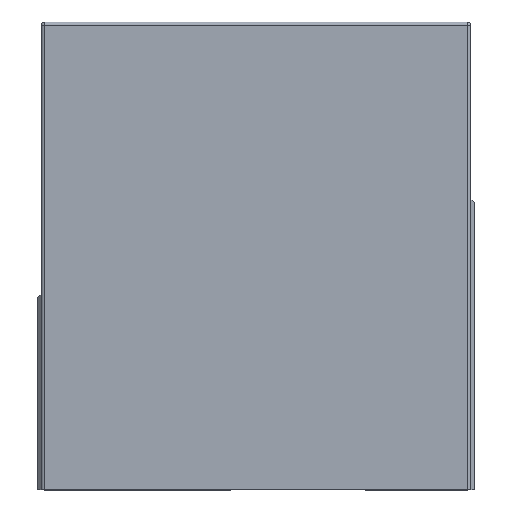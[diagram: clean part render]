
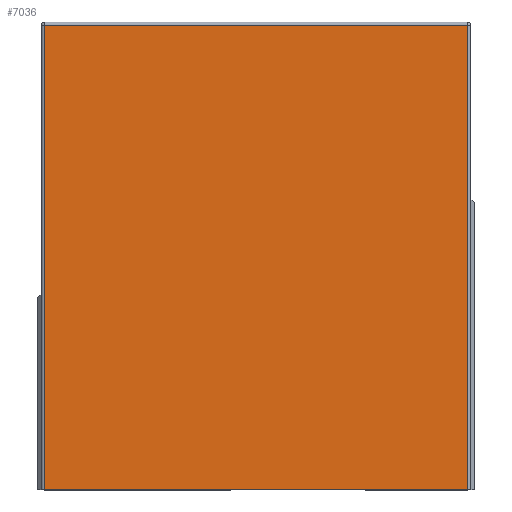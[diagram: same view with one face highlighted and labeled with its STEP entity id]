
A CAD part, top view. The second image highlights one B-rep face of the part: STEP entity #7036.
In plain terms, the highlighted planar face has unit normal (0, 0, 1).
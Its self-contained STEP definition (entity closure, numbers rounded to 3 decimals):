
#3277 = PLANE('',#3278);
#3278 = AXIS2_PLACEMENT_3D('',#3279,#3280,#3281);
#3279 = CARTESIAN_POINT('',(-9.889,-64.3,65.929));
#3280 = DIRECTION('',(0.,-1.,0.));
#3281 = DIRECTION('',(0.,0.,-1.));
#3681 = CYLINDRICAL_SURFACE('',#3682,1.);
#3682 = AXIS2_PLACEMENT_3D('',#3683,#3684,#3685);
#3683 = CARTESIAN_POINT('',(-75.5,-64.3,71.05));
#3684 = DIRECTION('',(0.,1.,0.));
#3685 = DIRECTION('',(-1.,0.,0.));
#3954 = CYLINDRICAL_SURFACE('',#3955,1.);
#3955 = AXIS2_PLACEMENT_3D('',#3956,#3957,#3958);
#3956 = CARTESIAN_POINT('',(-76.5,74.,71.05));
#3957 = DIRECTION('',(1.,0.,0.));
#3958 = DIRECTION('',(0.,1.,0.));
#4102 = CYLINDRICAL_SURFACE('',#4103,1.);
#4103 = AXIS2_PLACEMENT_3D('',#4104,#4105,#4106);
#4104 = CARTESIAN_POINT('',(50.55,-64.3,71.05));
#4105 = DIRECTION('',(0.,1.,0.));
#4106 = DIRECTION('',(0.,0.,1.));
#6077 = VERTEX_POINT('',#6078);
#6078 = CARTESIAN_POINT('',(50.55,-64.3,72.05));
#6104 = EDGE_CURVE('',#6105,#6077,#6107,.T.);
#6105 = VERTEX_POINT('',#6106);
#6106 = CARTESIAN_POINT('',(-75.5,-64.3,72.05));
#6107 = SURFACE_CURVE('',#6108,(#6112,#6119),.PCURVE_S1.);
#6108 = LINE('',#6109,#6110);
#6109 = CARTESIAN_POINT('',(-76.5,-64.3,72.05));
#6110 = VECTOR('',#6111,1.);
#6111 = DIRECTION('',(1.,0.,0.));
#6112 = PCURVE('',#3277,#6113);
#6113 = DEFINITIONAL_REPRESENTATION('',(#6114),#6118);
#6114 = LINE('',#6115,#6116);
#6115 = CARTESIAN_POINT('',(-6.121,-66.611));
#6116 = VECTOR('',#6117,1.);
#6117 = DIRECTION('',(0.,1.));
#6118 = ( GEOMETRIC_REPRESENTATION_CONTEXT(2) 
PARAMETRIC_REPRESENTATION_CONTEXT() REPRESENTATION_CONTEXT('2D SPACE',''
  ) );
#6119 = PCURVE('',#6120,#6125);
#6120 = PLANE('',#6121);
#6121 = AXIS2_PLACEMENT_3D('',#6122,#6123,#6124);
#6122 = CARTESIAN_POINT('',(-76.5,-64.3,72.05));
#6123 = DIRECTION('',(0.,0.,1.));
#6124 = DIRECTION('',(0.,1.,0.));
#6125 = DEFINITIONAL_REPRESENTATION('',(#6126),#6130);
#6126 = LINE('',#6127,#6128);
#6127 = CARTESIAN_POINT('',(0.,0.));
#6128 = VECTOR('',#6129,1.);
#6129 = DIRECTION('',(0.,-1.));
#6130 = ( GEOMETRIC_REPRESENTATION_CONTEXT(2) 
PARAMETRIC_REPRESENTATION_CONTEXT() REPRESENTATION_CONTEXT('2D SPACE',''
  ) );
#6437 = EDGE_CURVE('',#6105,#6438,#6440,.T.);
#6438 = VERTEX_POINT('',#6439);
#6439 = CARTESIAN_POINT('',(-75.5,74.,72.05));
#6440 = SURFACE_CURVE('',#6441,(#6445,#6452),.PCURVE_S1.);
#6441 = LINE('',#6442,#6443);
#6442 = CARTESIAN_POINT('',(-75.5,-64.3,72.05));
#6443 = VECTOR('',#6444,1.);
#6444 = DIRECTION('',(0.,1.,0.));
#6445 = PCURVE('',#3681,#6446);
#6446 = DEFINITIONAL_REPRESENTATION('',(#6447),#6451);
#6447 = LINE('',#6448,#6449);
#6448 = CARTESIAN_POINT('',(1.571,0.));
#6449 = VECTOR('',#6450,1.);
#6450 = DIRECTION('',(0.,1.));
#6451 = ( GEOMETRIC_REPRESENTATION_CONTEXT(2) 
PARAMETRIC_REPRESENTATION_CONTEXT() REPRESENTATION_CONTEXT('2D SPACE',''
  ) );
#6452 = PCURVE('',#6120,#6453);
#6453 = DEFINITIONAL_REPRESENTATION('',(#6454),#6458);
#6454 = LINE('',#6455,#6456);
#6455 = CARTESIAN_POINT('',(0.,-1.));
#6456 = VECTOR('',#6457,1.);
#6457 = DIRECTION('',(1.,0.));
#6458 = ( GEOMETRIC_REPRESENTATION_CONTEXT(2) 
PARAMETRIC_REPRESENTATION_CONTEXT() REPRESENTATION_CONTEXT('2D SPACE',''
  ) );
#6549 = EDGE_CURVE('',#6438,#6550,#6552,.T.);
#6550 = VERTEX_POINT('',#6551);
#6551 = CARTESIAN_POINT('',(50.55,74.,72.05));
#6552 = SURFACE_CURVE('',#6553,(#6557,#6564),.PCURVE_S1.);
#6553 = LINE('',#6554,#6555);
#6554 = CARTESIAN_POINT('',(-76.5,74.,72.05));
#6555 = VECTOR('',#6556,1.);
#6556 = DIRECTION('',(1.,0.,0.));
#6557 = PCURVE('',#3954,#6558);
#6558 = DEFINITIONAL_REPRESENTATION('',(#6559),#6563);
#6559 = LINE('',#6560,#6561);
#6560 = CARTESIAN_POINT('',(1.571,0.));
#6561 = VECTOR('',#6562,1.);
#6562 = DIRECTION('',(0.,1.));
#6563 = ( GEOMETRIC_REPRESENTATION_CONTEXT(2) 
PARAMETRIC_REPRESENTATION_CONTEXT() REPRESENTATION_CONTEXT('2D SPACE',''
  ) );
#6564 = PCURVE('',#6120,#6565);
#6565 = DEFINITIONAL_REPRESENTATION('',(#6566),#6570);
#6566 = LINE('',#6567,#6568);
#6567 = CARTESIAN_POINT('',(138.3,0.));
#6568 = VECTOR('',#6569,1.);
#6569 = DIRECTION('',(0.,-1.));
#6570 = ( GEOMETRIC_REPRESENTATION_CONTEXT(2) 
PARAMETRIC_REPRESENTATION_CONTEXT() REPRESENTATION_CONTEXT('2D SPACE',''
  ) );
#6670 = EDGE_CURVE('',#6077,#6550,#6671,.T.);
#6671 = SURFACE_CURVE('',#6672,(#6676,#6683),.PCURVE_S1.);
#6672 = LINE('',#6673,#6674);
#6673 = CARTESIAN_POINT('',(50.55,-64.3,72.05));
#6674 = VECTOR('',#6675,1.);
#6675 = DIRECTION('',(0.,1.,0.));
#6676 = PCURVE('',#4102,#6677);
#6677 = DEFINITIONAL_REPRESENTATION('',(#6678),#6682);
#6678 = LINE('',#6679,#6680);
#6679 = CARTESIAN_POINT('',(0.,0.));
#6680 = VECTOR('',#6681,1.);
#6681 = DIRECTION('',(0.,1.));
#6682 = ( GEOMETRIC_REPRESENTATION_CONTEXT(2) 
PARAMETRIC_REPRESENTATION_CONTEXT() REPRESENTATION_CONTEXT('2D SPACE',''
  ) );
#6683 = PCURVE('',#6120,#6684);
#6684 = DEFINITIONAL_REPRESENTATION('',(#6685),#6689);
#6685 = LINE('',#6686,#6687);
#6686 = CARTESIAN_POINT('',(0.,-127.05));
#6687 = VECTOR('',#6688,1.);
#6688 = DIRECTION('',(1.,0.));
#6689 = ( GEOMETRIC_REPRESENTATION_CONTEXT(2) 
PARAMETRIC_REPRESENTATION_CONTEXT() REPRESENTATION_CONTEXT('2D SPACE',''
  ) );
#7036 = ADVANCED_FACE('',(#7037),#6120,.T.);
#7037 = FACE_BOUND('',#7038,.T.);
#7038 = EDGE_LOOP('',(#7039,#7040,#7041,#7042));
#7039 = ORIENTED_EDGE('',*,*,#6104,.T.);
#7040 = ORIENTED_EDGE('',*,*,#6670,.T.);
#7041 = ORIENTED_EDGE('',*,*,#6549,.F.);
#7042 = ORIENTED_EDGE('',*,*,#6437,.F.);
